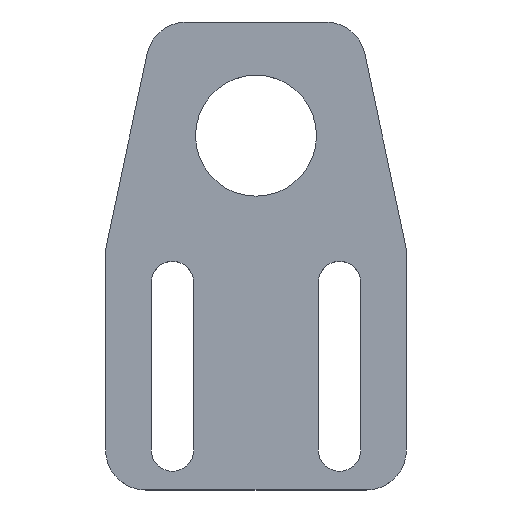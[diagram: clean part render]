
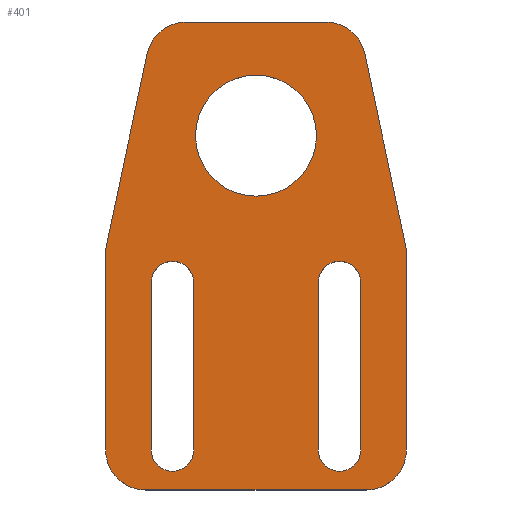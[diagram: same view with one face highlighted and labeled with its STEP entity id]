
A CAD part, top view. The second image highlights one B-rep face of the part: STEP entity #401.
In plain terms, the highlighted planar face has unit normal (0, 0, 1).
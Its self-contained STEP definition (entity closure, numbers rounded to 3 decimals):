
#29=CIRCLE('',#436,9.05);
#30=CIRCLE('',#437,3.2);
#31=CIRCLE('',#438,3.2);
#32=CIRCLE('',#439,3.2);
#33=CIRCLE('',#440,3.2);
#34=CIRCLE('',#441,6.);
#35=CIRCLE('',#442,6.);
#36=CIRCLE('',#443,6.);
#37=CIRCLE('',#444,6.);
#63=ORIENTED_EDGE('',*,*,#175,.T.);
#64=ORIENTED_EDGE('',*,*,#176,.F.);
#65=ORIENTED_EDGE('',*,*,#177,.F.);
#66=ORIENTED_EDGE('',*,*,#178,.F.);
#67=ORIENTED_EDGE('',*,*,#179,.F.);
#68=ORIENTED_EDGE('',*,*,#180,.T.);
#69=ORIENTED_EDGE('',*,*,#181,.T.);
#70=ORIENTED_EDGE('',*,*,#182,.T.);
#71=ORIENTED_EDGE('',*,*,#183,.T.);
#72=ORIENTED_EDGE('',*,*,#169,.F.);
#73=ORIENTED_EDGE('',*,*,#184,.T.);
#74=ORIENTED_EDGE('',*,*,#163,.F.);
#75=ORIENTED_EDGE('',*,*,#185,.T.);
#76=ORIENTED_EDGE('',*,*,#159,.F.);
#77=ORIENTED_EDGE('',*,*,#186,.F.);
#78=ORIENTED_EDGE('',*,*,#187,.T.);
#79=ORIENTED_EDGE('',*,*,#173,.F.);
#80=ORIENTED_EDGE('',*,*,#188,.T.);
#81=ORIENTED_EDGE('',*,*,#189,.F.);
#159=EDGE_CURVE('',#215,#216,#253,.T.);
#163=EDGE_CURVE('',#219,#220,#257,.T.);
#169=EDGE_CURVE('',#225,#226,#263,.T.);
#173=EDGE_CURVE('',#229,#230,#267,.T.);
#175=EDGE_CURVE('',#231,#231,#29,.T.);
#176=EDGE_CURVE('',#232,#233,#30,.T.);
#177=EDGE_CURVE('',#234,#232,#269,.T.);
#178=EDGE_CURVE('',#235,#234,#31,.T.);
#179=EDGE_CURVE('',#233,#235,#270,.T.);
#180=EDGE_CURVE('',#236,#237,#271,.T.);
#181=EDGE_CURVE('',#237,#238,#32,.T.);
#182=EDGE_CURVE('',#238,#239,#272,.T.);
#183=EDGE_CURVE('',#239,#236,#33,.T.);
#184=EDGE_CURVE('',#225,#220,#34,.F.);
#185=EDGE_CURVE('',#219,#216,#35,.F.);
#186=EDGE_CURVE('',#240,#215,#273,.T.);
#187=EDGE_CURVE('',#240,#230,#36,.F.);
#188=EDGE_CURVE('',#229,#241,#37,.F.);
#189=EDGE_CURVE('',#226,#241,#274,.T.);
#215=VERTEX_POINT('',#591);
#216=VERTEX_POINT('',#592);
#219=VERTEX_POINT('',#600);
#220=VERTEX_POINT('',#601);
#225=VERTEX_POINT('',#612);
#226=VERTEX_POINT('',#614);
#229=VERTEX_POINT('',#621);
#230=VERTEX_POINT('',#623);
#231=VERTEX_POINT('',#627);
#232=VERTEX_POINT('',#629);
#233=VERTEX_POINT('',#630);
#234=VERTEX_POINT('',#632);
#235=VERTEX_POINT('',#634);
#236=VERTEX_POINT('',#637);
#237=VERTEX_POINT('',#638);
#238=VERTEX_POINT('',#640);
#239=VERTEX_POINT('',#642);
#240=VERTEX_POINT('',#647);
#241=VERTEX_POINT('',#650);
#253=LINE('',#590,#291);
#257=LINE('',#599,#295);
#263=LINE('',#613,#301);
#267=LINE('',#622,#305);
#269=LINE('',#631,#307);
#270=LINE('',#635,#308);
#271=LINE('',#636,#309);
#272=LINE('',#641,#310);
#273=LINE('',#646,#311);
#274=LINE('',#651,#312);
#291=VECTOR('',#474,1000.);
#295=VECTOR('',#480,1000.);
#301=VECTOR('',#488,1000.);
#305=VECTOR('',#494,1000.);
#307=VECTOR('',#502,1000.);
#308=VECTOR('',#505,1000.);
#309=VECTOR('',#506,1000.);
#310=VECTOR('',#509,1000.);
#311=VECTOR('',#516,1000.);
#312=VECTOR('',#521,1000.);
#333=EDGE_LOOP('',(#63));
#334=EDGE_LOOP('',(#64,#65,#66,#67));
#335=EDGE_LOOP('',(#68,#69,#70,#71));
#336=EDGE_LOOP('',(#72,#73,#74,#75,#76,#77,#78,#79,#80,#81));
#361=FACE_BOUND('',#333,.T.);
#362=FACE_BOUND('',#334,.T.);
#363=FACE_BOUND('',#335,.T.);
#364=FACE_BOUND('',#336,.T.);
#389=PLANE('',#435);
#401=ADVANCED_FACE('',(#361,#362,#363,#364),#389,.F.);
#435=AXIS2_PLACEMENT_3D('',#625,#496,#497);
#436=AXIS2_PLACEMENT_3D('',#626,#498,#499);
#437=AXIS2_PLACEMENT_3D('',#628,#500,#501);
#438=AXIS2_PLACEMENT_3D('',#633,#503,#504);
#439=AXIS2_PLACEMENT_3D('',#639,#507,#508);
#440=AXIS2_PLACEMENT_3D('',#643,#510,#511);
#441=AXIS2_PLACEMENT_3D('',#644,#512,#513);
#442=AXIS2_PLACEMENT_3D('',#645,#514,#515);
#443=AXIS2_PLACEMENT_3D('',#648,#517,#518);
#444=AXIS2_PLACEMENT_3D('',#649,#519,#520);
#474=DIRECTION('',(0.,-1.,0.));
#480=DIRECTION('',(-1.,0.,0.));
#488=DIRECTION('',(0.,1.,0.));
#494=DIRECTION('',(1.,0.,0.));
#496=DIRECTION('',(0.,0.,-1.));
#497=DIRECTION('',(-1.,0.,0.));
#498=DIRECTION('',(0.,0.,-1.));
#499=DIRECTION('',(1.,0.,0.));
#500=DIRECTION('',(0.,0.,1.));
#501=DIRECTION('',(-1.,0.,0.));
#502=DIRECTION('',(0.,-1.,0.));
#503=DIRECTION('',(0.,0.,1.));
#504=DIRECTION('',(1.,0.,0.));
#505=DIRECTION('',(0.,1.,0.));
#506=DIRECTION('',(0.,1.,0.));
#507=DIRECTION('',(0.,0.,-1.));
#508=DIRECTION('',(-1.,0.,0.));
#509=DIRECTION('',(0.,-1.,0.));
#510=DIRECTION('',(0.,0.,-1.));
#511=DIRECTION('',(1.,0.,0.));
#512=DIRECTION('',(0.,0.,-1.));
#513=DIRECTION('',(-1.,0.,0.));
#514=DIRECTION('',(0.,0.,-1.));
#515=DIRECTION('',(-1.,0.,0.));
#516=DIRECTION('',(0.208,-0.978,0.));
#517=DIRECTION('',(0.,0.,-1.));
#518=DIRECTION('',(-1.,0.,0.));
#519=DIRECTION('',(0.,0.,-1.));
#520=DIRECTION('',(-1.,0.,0.));
#521=DIRECTION('',(0.208,0.978,0.));
#590=CARTESIAN_POINT('',(22.5,40.,2.));
#591=CARTESIAN_POINT('',(22.5,6.,2.));
#592=CARTESIAN_POINT('',(22.5,-24.,2.));
#599=CARTESIAN_POINT('',(22.5,-30.,2.));
#600=CARTESIAN_POINT('',(16.5,-30.,2.));
#601=CARTESIAN_POINT('',(-16.5,-30.,2.));
#612=CARTESIAN_POINT('',(-22.5,-24.,2.));
#613=CARTESIAN_POINT('',(-22.5,-30.,2.));
#614=CARTESIAN_POINT('',(-22.5,6.,2.));
#621=CARTESIAN_POINT('',(-10.414,40.,2.));
#622=CARTESIAN_POINT('',(-22.5,40.,2.));
#623=CARTESIAN_POINT('',(10.414,40.,2.));
#625=CARTESIAN_POINT('',(0.,0.,2.));
#626=CARTESIAN_POINT('',(0.,23.,2.));
#627=CARTESIAN_POINT('',(9.05,23.,2.));
#628=CARTESIAN_POINT('',(12.5,-24.,2.));
#629=CARTESIAN_POINT('',(9.3,-24.,2.));
#630=CARTESIAN_POINT('',(15.7,-24.,2.));
#631=CARTESIAN_POINT('',(9.3,1.,2.));
#632=CARTESIAN_POINT('',(9.3,1.,2.));
#633=CARTESIAN_POINT('',(12.5,1.,2.));
#634=CARTESIAN_POINT('',(15.7,1.,2.));
#635=CARTESIAN_POINT('',(15.7,-24.,2.));
#636=CARTESIAN_POINT('',(-15.7,-24.,2.));
#637=CARTESIAN_POINT('',(-15.7,-24.,2.));
#638=CARTESIAN_POINT('',(-15.7,1.,2.));
#639=CARTESIAN_POINT('',(-12.5,1.,2.));
#640=CARTESIAN_POINT('',(-9.3,1.,2.));
#641=CARTESIAN_POINT('',(-9.3,1.,2.));
#642=CARTESIAN_POINT('',(-9.3,-24.,2.));
#643=CARTESIAN_POINT('',(-12.5,-24.,2.));
#644=CARTESIAN_POINT('',(-16.5,-24.,2.));
#645=CARTESIAN_POINT('',(16.5,-24.,2.));
#646=CARTESIAN_POINT('',(22.748,4.835,2.));
#647=CARTESIAN_POINT('',(16.283,35.247,2.));
#648=CARTESIAN_POINT('',(10.414,34.,2.));
#649=CARTESIAN_POINT('',(-10.414,34.,2.));
#650=CARTESIAN_POINT('',(-16.283,35.247,2.));
#651=CARTESIAN_POINT('',(-22.748,4.835,2.));
